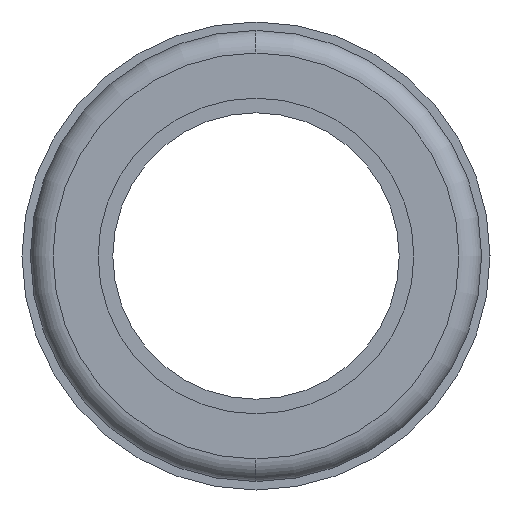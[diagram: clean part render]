
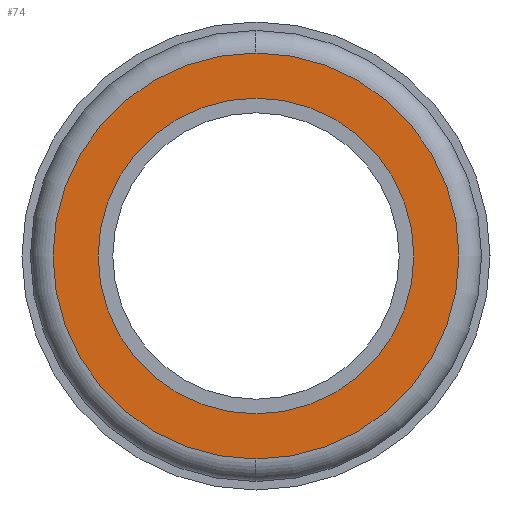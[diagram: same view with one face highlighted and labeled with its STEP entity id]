
A CAD part, left-side view. The second image highlights one B-rep face of the part: STEP entity #74.
In plain terms, the highlighted planar face has unit normal (-1, 0, 0).
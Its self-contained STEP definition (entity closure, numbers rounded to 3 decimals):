
#74=ADVANCED_FACE('',(#148,#149),#150,.T.);
#148=FACE_BOUND('',#242,.T.);
#149=FACE_OUTER_BOUND('',#243,.T.);
#150=PLANE('',#244);
#242=EDGE_LOOP('',(#484,#485));
#243=EDGE_LOOP('',(#486,#487,#488));
#244=AXIS2_PLACEMENT_3D('',#489,#490,#491);
#484=ORIENTED_EDGE('',*,*,#657,.T.);
#485=ORIENTED_EDGE('',*,*,#616,.T.);
#486=ORIENTED_EDGE('',*,*,#659,.T.);
#487=ORIENTED_EDGE('',*,*,#612,.T.);
#488=ORIENTED_EDGE('',*,*,#660,.T.);
#489=CARTESIAN_POINT('',(0.0,0.0,0.0));
#490=DIRECTION('',(-1.0,0.0,0.0));
#491=DIRECTION('',(0.0,0.0,1.0));
#612=EDGE_CURVE('',#724,#728,#730,.T.);
#616=EDGE_CURVE('',#732,#736,#738,.T.);
#657=EDGE_CURVE('',#736,#732,#804,.T.);
#659=EDGE_CURVE('',#806,#724,#807,.T.);
#660=EDGE_CURVE('',#728,#806,#808,.T.);
#724=VERTEX_POINT('',#886);
#728=VERTEX_POINT('',#890);
#730=CIRCLE('',#892,3.6);
#732=VERTEX_POINT('',#894);
#736=VERTEX_POINT('',#899);
#738=CIRCLE('',#902,2.8);
#804=CIRCLE('',#982,2.8);
#806=VERTEX_POINT('',#984);
#807=CIRCLE('',#985,3.6);
#808=CIRCLE('',#986,3.6);
#886=CARTESIAN_POINT('',(0.0,0.,-3.6));
#890=CARTESIAN_POINT('',(0.0,0.,3.6));
#892=AXIS2_PLACEMENT_3D('',#1058,#1059,#1060);
#894=CARTESIAN_POINT('',(0.0,0.,-2.8));
#899=CARTESIAN_POINT('',(0.0,0.,2.8));
#902=AXIS2_PLACEMENT_3D('',#1066,#1067,#1068);
#982=AXIS2_PLACEMENT_3D('',#1161,#1162,#1163);
#984=CARTESIAN_POINT('',(0.,3.6,0.0));
#985=AXIS2_PLACEMENT_3D('',#1167,#1168,#1169);
#986=AXIS2_PLACEMENT_3D('',#1170,#1171,#1172);
#1058=CARTESIAN_POINT('',(0.0,0.0,0.0));
#1059=DIRECTION('',(-1.0,0.0,0.0));
#1060=DIRECTION('',(0.0,1.0,0.0));
#1066=CARTESIAN_POINT('',(0.0,0.0,0.0));
#1067=DIRECTION('',(1.0,-0.0,0.0));
#1068=DIRECTION('',(0.0,0.0,-1.0));
#1161=CARTESIAN_POINT('',(0.0,0.0,0.0));
#1162=DIRECTION('',(1.0,-0.0,0.0));
#1163=DIRECTION('',(0.0,0.0,-1.0));
#1167=CARTESIAN_POINT('',(0.0,0.0,0.0));
#1168=DIRECTION('',(-1.0,0.0,0.0));
#1169=DIRECTION('',(0.0,1.0,0.0));
#1170=CARTESIAN_POINT('',(0.0,0.0,0.0));
#1171=DIRECTION('',(-1.0,0.0,0.0));
#1172=DIRECTION('',(0.0,1.0,0.0));
